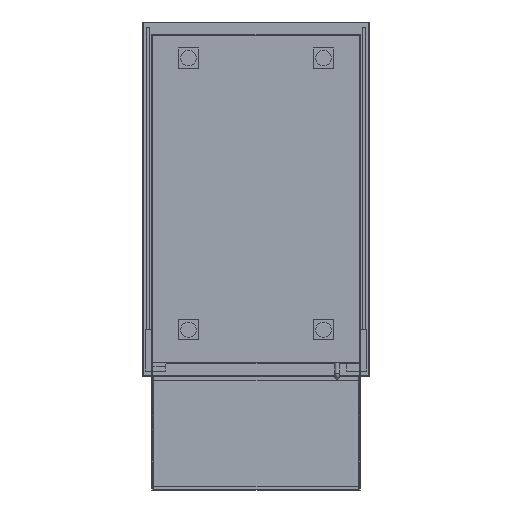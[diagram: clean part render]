
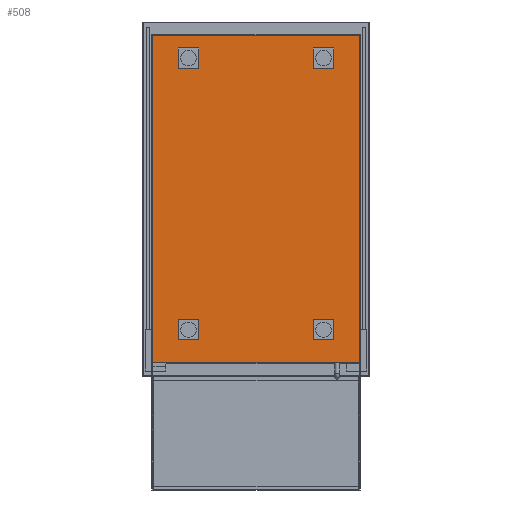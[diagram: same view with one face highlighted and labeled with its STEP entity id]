
A CAD part, front view. The second image highlights one B-rep face of the part: STEP entity #508.
In plain terms, the highlighted planar face has unit normal (0, -1, 0).
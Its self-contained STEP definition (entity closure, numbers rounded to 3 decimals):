
#165 = EDGE_CURVE ( 'NONE', #8908, #8999, #3587, .T. ) ;
#202 = VECTOR ( 'NONE', #9737, 1000. ) ;
#508 = ADVANCED_FACE ( 'NONE', ( #9234 ), #3784, .T. ) ;
#514 = DIRECTION ( 'NONE',  ( 0., -1., 0. ) ) ;
#785 = CARTESIAN_POINT ( 'NONE',  ( 203.5, -498., -321.5 ) ) ;
#947 = VERTEX_POINT ( 'NONE', #2122 ) ;
#1008 = DIRECTION ( 'NONE',  ( -1., 0., 0. ) ) ;
#1290 = ORIENTED_EDGE ( 'NONE', *, *, #4142, .T. ) ;
#1330 = CARTESIAN_POINT ( 'NONE',  ( 0., -498., 0. ) ) ;
#1650 = CARTESIAN_POINT ( 'NONE',  ( -203.5, -498., -321.5 ) ) ;
#1953 = ORIENTED_EDGE ( 'NONE', *, *, #3034, .T. ) ;
#2122 = CARTESIAN_POINT ( 'NONE',  ( -203.5, -498., -321.5 ) ) ;
#2292 = CARTESIAN_POINT ( 'NONE',  ( 203.5, -498., 321.5 ) ) ;
#2880 = LINE ( 'NONE', #9783, #8906 ) ;
#2905 = VERTEX_POINT ( 'NONE', #3068 ) ;
#3034 = EDGE_CURVE ( 'NONE', #8999, #2905, #2880, .T. ) ;
#3068 = CARTESIAN_POINT ( 'NONE',  ( -203.5, -498., 321.5 ) ) ;
#3196 = CARTESIAN_POINT ( 'NONE',  ( -203.5, -498., 321.5 ) ) ;
#3587 = LINE ( 'NONE', #2292, #5947 ) ;
#3784 = PLANE ( 'NONE',  #4403 ) ;
#4111 = ORIENTED_EDGE ( 'NONE', *, *, #10198, .T. ) ;
#4127 = CARTESIAN_POINT ( 'NONE',  ( 203.5, -498., 321.5 ) ) ;
#4142 = EDGE_CURVE ( 'NONE', #947, #8908, #8898, .T. ) ;
#4403 = AXIS2_PLACEMENT_3D ( 'NONE', #1330, #514, #6127 ) ;
#4782 = DIRECTION ( 'NONE',  ( 0., 0., -1. ) ) ;
#5947 = VECTOR ( 'NONE', #7873, 1000. ) ;
#6127 = DIRECTION ( 'NONE',  ( 0., 0., -1. ) ) ;
#6448 = EDGE_LOOP ( 'NONE', ( #4111, #1290, #7391, #1953 ) ) ;
#7391 = ORIENTED_EDGE ( 'NONE', *, *, #165, .T. ) ;
#7873 = DIRECTION ( 'NONE',  ( 0., 0., 1. ) ) ;
#8424 = LINE ( 'NONE', #3196, #9187 ) ;
#8898 = LINE ( 'NONE', #1650, #202 ) ;
#8906 = VECTOR ( 'NONE', #1008, 1000. ) ;
#8908 = VERTEX_POINT ( 'NONE', #785 ) ;
#8999 = VERTEX_POINT ( 'NONE', #4127 ) ;
#9187 = VECTOR ( 'NONE', #4782, 1000. ) ;
#9234 = FACE_OUTER_BOUND ( 'NONE', #6448, .T. ) ;
#9737 = DIRECTION ( 'NONE',  ( 1., 0., 0. ) ) ;
#9783 = CARTESIAN_POINT ( 'NONE',  ( -203.5, -498., 321.5 ) ) ;
#10198 = EDGE_CURVE ( 'NONE', #2905, #947, #8424, .T. ) ;
